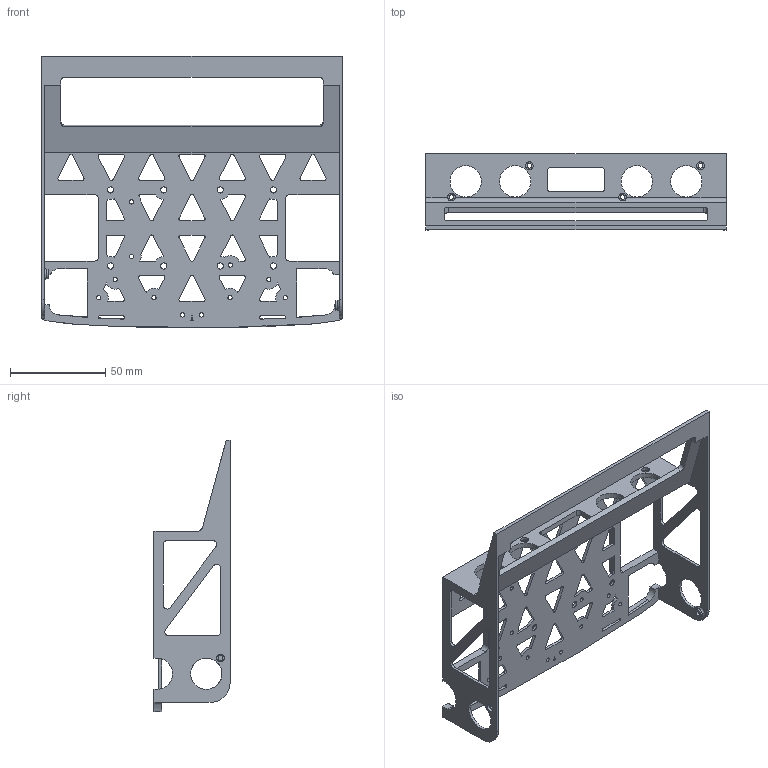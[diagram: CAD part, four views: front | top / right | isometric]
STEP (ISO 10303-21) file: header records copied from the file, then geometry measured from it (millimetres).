
FILE_DESCRIPTION((''),'2;1');
FILE_NAME('01_GRUNDPLATTE','2023-02-18T15:11:55',('prack'),(''),'CREO PARAMETRIC BY PTC INC, 2021164','CREO PARAMETRIC BY PTC INC, 2021164','');
FILE_SCHEMA(('CONFIG_CONTROL_DESIGN'));
Length unit declared in the file: millimetre
Products named in the file (1): 01_GRUNDPLATTE
Bounding box: 158 x 40 x 142.53 mm (x, y, z)
Volume: 46255.6 mm3; surface area: 49267.8 mm2
Topology: 1 solids, 1 shells, 353 faces, 1096 edges, 728 vertices
Faces by surface type: cylinder 210, plane 135, extrusion 4, torus 4
Entity records: 12824 total; most frequent: CARTESIAN_POINT 2382, DIRECTION 2212, ORIENTED_EDGE 2192, EDGE_CURVE 1096, AXIS2_PLACEMENT_3D 786, VERTEX_POINT 728, VECTOR 640, LINE 636
